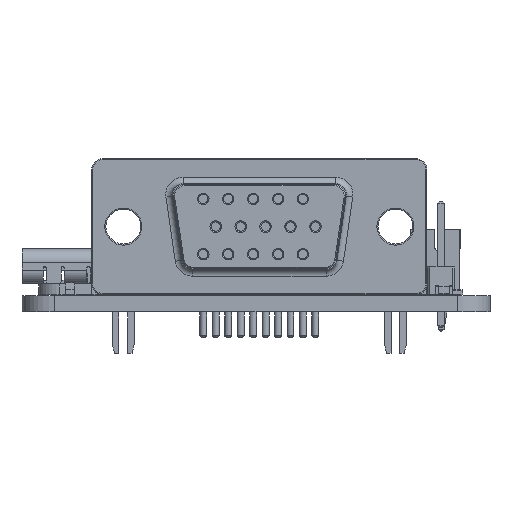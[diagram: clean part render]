
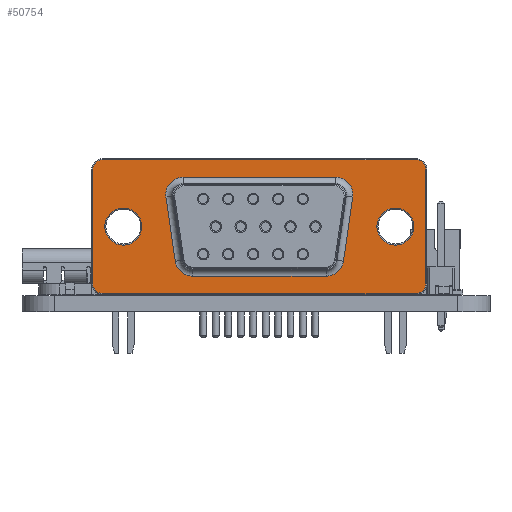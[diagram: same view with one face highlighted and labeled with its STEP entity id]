
A CAD part, left-side view. The second image highlights one B-rep face of the part: STEP entity #50754.
In plain terms, the highlighted face is planar.
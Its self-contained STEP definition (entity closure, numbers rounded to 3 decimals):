
#50421 = VERTEX_POINT('',#50422);
#50422 = CARTESIAN_POINT('',(-12.586,-13.73,8.97));
#50429 = EDGE_CURVE('',#50430,#50421,#50432,.T.);
#50430 = VERTEX_POINT('',#50431);
#50431 = CARTESIAN_POINT('',(-11.002,-13.73,10.8));
#50432 = CIRCLE('',#50433,1.6);
#50433 = AXIS2_PLACEMENT_3D('',#50434,#50435,#50436);
#50434 = CARTESIAN_POINT('',(-11.002,-13.73,9.2));
#50435 = DIRECTION('',(0.,-1.,0.));
#50436 = DIRECTION('',(0.,0.,1.));
#50454 = VERTEX_POINT('',#50455);
#50455 = CARTESIAN_POINT('',(2.987,-13.73,10.8));
#50464 = EDGE_CURVE('',#50454,#50430,#50465,.T.);
#50465 = LINE('',#50466,#50467);
#50466 = CARTESIAN_POINT('',(2.987,-13.73,10.8));
#50467 = VECTOR('',#50468,1.);
#50468 = DIRECTION('',(-1.,0.,0.));
#50481 = VERTEX_POINT('',#50482);
#50482 = CARTESIAN_POINT('',(-11.73,-13.73,3.07));
#50489 = EDGE_CURVE('',#50421,#50481,#50490,.T.);
#50490 = LINE('',#50491,#50492);
#50491 = CARTESIAN_POINT('',(-12.586,-13.73,8.97));
#50492 = VECTOR('',#50493,1.);
#50493 = DIRECTION('',(0.143,0.,
    -0.99));
#50505 = EDGE_CURVE('',#50506,#50454,#50508,.T.);
#50506 = VERTEX_POINT('',#50507);
#50507 = CARTESIAN_POINT('',(4.571,-13.73,8.97));
#50508 = CIRCLE('',#50509,1.6);
#50509 = AXIS2_PLACEMENT_3D('',#50510,#50511,#50512);
#50510 = CARTESIAN_POINT('',(2.987,-13.73,9.2));
#50511 = DIRECTION('',(0.,-1.,0.));
#50512 = DIRECTION('',(0.99,0.,
    -0.143));
#50531 = VERTEX_POINT('',#50532);
#50532 = CARTESIAN_POINT('',(-10.147,-13.73,1.7));
#50539 = EDGE_CURVE('',#50481,#50531,#50540,.T.);
#50540 = CIRCLE('',#50541,1.6);
#50541 = AXIS2_PLACEMENT_3D('',#50542,#50543,#50544);
#50542 = CARTESIAN_POINT('',(-10.147,-13.73,3.3));
#50543 = DIRECTION('',(0.,-1.,0.));
#50544 = DIRECTION('',(-0.99,0.,
    -0.143));
#50556 = VERTEX_POINT('',#50557);
#50557 = CARTESIAN_POINT('',(3.715,-13.73,3.07));
#50566 = EDGE_CURVE('',#50556,#50506,#50567,.T.);
#50567 = LINE('',#50568,#50569);
#50568 = CARTESIAN_POINT('',(3.715,-13.73,3.07));
#50569 = VECTOR('',#50570,1.);
#50570 = DIRECTION('',(0.143,0.,0.99)
  );
#50583 = VERTEX_POINT('',#50584);
#50584 = CARTESIAN_POINT('',(2.132,-13.73,1.7));
#50591 = EDGE_CURVE('',#50531,#50583,#50592,.T.);
#50592 = LINE('',#50593,#50594);
#50593 = CARTESIAN_POINT('',(-10.147,-13.73,1.7));
#50594 = VECTOR('',#50595,1.);
#50595 = DIRECTION('',(1.,0.,0.));
#50607 = EDGE_CURVE('',#50583,#50556,#50608,.T.);
#50608 = CIRCLE('',#50609,1.6);
#50609 = AXIS2_PLACEMENT_3D('',#50610,#50611,#50612);
#50610 = CARTESIAN_POINT('',(2.132,-13.73,3.3));
#50611 = DIRECTION('',(0.,-1.,0.));
#50612 = DIRECTION('',(0.,0.,-1.));
#50754 = ADVANCED_FACE('',(#50755,#50765,#50835,#50846),#50857,.T.);
#50755 = FACE_BOUND('',#50756,.T.);
#50756 = EDGE_LOOP('',(#50757,#50758,#50759,#50760,#50761,#50762,#50763,
    #50764));
#50757 = ORIENTED_EDGE('',*,*,#50429,.F.);
#50758 = ORIENTED_EDGE('',*,*,#50464,.F.);
#50759 = ORIENTED_EDGE('',*,*,#50505,.F.);
#50760 = ORIENTED_EDGE('',*,*,#50566,.F.);
#50761 = ORIENTED_EDGE('',*,*,#50607,.F.);
#50762 = ORIENTED_EDGE('',*,*,#50591,.F.);
#50763 = ORIENTED_EDGE('',*,*,#50539,.F.);
#50764 = ORIENTED_EDGE('',*,*,#50489,.F.);
#50765 = FACE_BOUND('',#50766,.T.);
#50766 = EDGE_LOOP('',(#50767,#50777,#50786,#50794,#50803,#50811,#50820,
    #50828));
#50767 = ORIENTED_EDGE('',*,*,#50768,.T.);
#50768 = EDGE_CURVE('',#50769,#50771,#50773,.T.);
#50769 = VERTEX_POINT('',#50770);
#50770 = CARTESIAN_POINT('',(10.393,-13.73,12.4));
#50771 = VERTEX_POINT('',#50772);
#50772 = CARTESIAN_POINT('',(-18.408,-13.73,12.4));
#50773 = LINE('',#50774,#50775);
#50774 = CARTESIAN_POINT('',(10.393,-13.73,12.4));
#50775 = VECTOR('',#50776,1.);
#50776 = DIRECTION('',(-1.,0.,0.));
#50777 = ORIENTED_EDGE('',*,*,#50778,.T.);
#50778 = EDGE_CURVE('',#50771,#50779,#50781,.T.);
#50779 = VERTEX_POINT('',#50780);
#50780 = CARTESIAN_POINT('',(-19.308,-13.73,11.5));
#50781 = CIRCLE('',#50782,0.9);
#50782 = AXIS2_PLACEMENT_3D('',#50783,#50784,#50785);
#50783 = CARTESIAN_POINT('',(-18.408,-13.73,11.5));
#50784 = DIRECTION('',(0.,-1.,0.));
#50785 = DIRECTION('',(0.,0.,1.));
#50786 = ORIENTED_EDGE('',*,*,#50787,.T.);
#50787 = EDGE_CURVE('',#50779,#50788,#50790,.T.);
#50788 = VERTEX_POINT('',#50789);
#50789 = CARTESIAN_POINT('',(-19.308,-13.73,1.));
#50790 = LINE('',#50791,#50792);
#50791 = CARTESIAN_POINT('',(-19.308,-13.73,11.5));
#50792 = VECTOR('',#50793,1.);
#50793 = DIRECTION('',(0.,0.,-1.));
#50794 = ORIENTED_EDGE('',*,*,#50795,.T.);
#50795 = EDGE_CURVE('',#50788,#50796,#50798,.T.);
#50796 = VERTEX_POINT('',#50797);
#50797 = CARTESIAN_POINT('',(-18.408,-13.73,0.1));
#50798 = CIRCLE('',#50799,0.9);
#50799 = AXIS2_PLACEMENT_3D('',#50800,#50801,#50802);
#50800 = CARTESIAN_POINT('',(-18.408,-13.73,1.));
#50801 = DIRECTION('',(0.,-1.,0.));
#50802 = DIRECTION('',(-1.,0.,0.));
#50803 = ORIENTED_EDGE('',*,*,#50804,.T.);
#50804 = EDGE_CURVE('',#50796,#50805,#50807,.T.);
#50805 = VERTEX_POINT('',#50806);
#50806 = CARTESIAN_POINT('',(10.393,-13.73,0.1));
#50807 = LINE('',#50808,#50809);
#50808 = CARTESIAN_POINT('',(-18.408,-13.73,0.1));
#50809 = VECTOR('',#50810,1.);
#50810 = DIRECTION('',(1.,0.,0.));
#50811 = ORIENTED_EDGE('',*,*,#50812,.T.);
#50812 = EDGE_CURVE('',#50805,#50813,#50815,.T.);
#50813 = VERTEX_POINT('',#50814);
#50814 = CARTESIAN_POINT('',(11.293,-13.73,1.));
#50815 = CIRCLE('',#50816,0.9);
#50816 = AXIS2_PLACEMENT_3D('',#50817,#50818,#50819);
#50817 = CARTESIAN_POINT('',(10.393,-13.73,1.));
#50818 = DIRECTION('',(0.,-1.,0.));
#50819 = DIRECTION('',(0.,0.,-1.));
#50820 = ORIENTED_EDGE('',*,*,#50821,.T.);
#50821 = EDGE_CURVE('',#50813,#50822,#50824,.T.);
#50822 = VERTEX_POINT('',#50823);
#50823 = CARTESIAN_POINT('',(11.293,-13.73,11.5));
#50824 = LINE('',#50825,#50826);
#50825 = CARTESIAN_POINT('',(11.293,-13.73,1.));
#50826 = VECTOR('',#50827,1.);
#50827 = DIRECTION('',(0.,0.,1.));
#50828 = ORIENTED_EDGE('',*,*,#50829,.T.);
#50829 = EDGE_CURVE('',#50822,#50769,#50830,.T.);
#50830 = CIRCLE('',#50831,0.9);
#50831 = AXIS2_PLACEMENT_3D('',#50832,#50833,#50834);
#50832 = CARTESIAN_POINT('',(10.393,-13.73,11.5));
#50833 = DIRECTION('',(0.,-1.,0.));
#50834 = DIRECTION('',(1.,0.,0.));
#50835 = FACE_BOUND('',#50836,.T.);
#50836 = EDGE_LOOP('',(#50837));
#50837 = ORIENTED_EDGE('',*,*,#50838,.F.);
#50838 = EDGE_CURVE('',#50839,#50839,#50841,.T.);
#50839 = VERTEX_POINT('',#50840);
#50840 = CARTESIAN_POINT('',(-14.808,-13.73,6.25));
#50841 = CIRCLE('',#50842,1.7);
#50842 = AXIS2_PLACEMENT_3D('',#50843,#50844,#50845);
#50843 = CARTESIAN_POINT('',(-16.508,-13.73,6.25));
#50844 = DIRECTION('',(0.,-1.,0.));
#50845 = DIRECTION('',(1.,0.,0.));
#50846 = FACE_BOUND('',#50847,.T.);
#50847 = EDGE_LOOP('',(#50848));
#50848 = ORIENTED_EDGE('',*,*,#50849,.F.);
#50849 = EDGE_CURVE('',#50850,#50850,#50852,.T.);
#50850 = VERTEX_POINT('',#50851);
#50851 = CARTESIAN_POINT('',(10.193,-13.73,6.25));
#50852 = CIRCLE('',#50853,1.7);
#50853 = AXIS2_PLACEMENT_3D('',#50854,#50855,#50856);
#50854 = CARTESIAN_POINT('',(8.493,-13.73,6.25));
#50855 = DIRECTION('',(0.,-1.,0.));
#50856 = DIRECTION('',(1.,0.,0.));
#50857 = PLANE('',#50858);
#50858 = AXIS2_PLACEMENT_3D('',#50859,#50860,#50861);
#50859 = CARTESIAN_POINT('',(-4.008,-13.73,6.25));
#50860 = DIRECTION('',(0.,-1.,0.));
#50861 = DIRECTION('',(1.,0.,0.));
